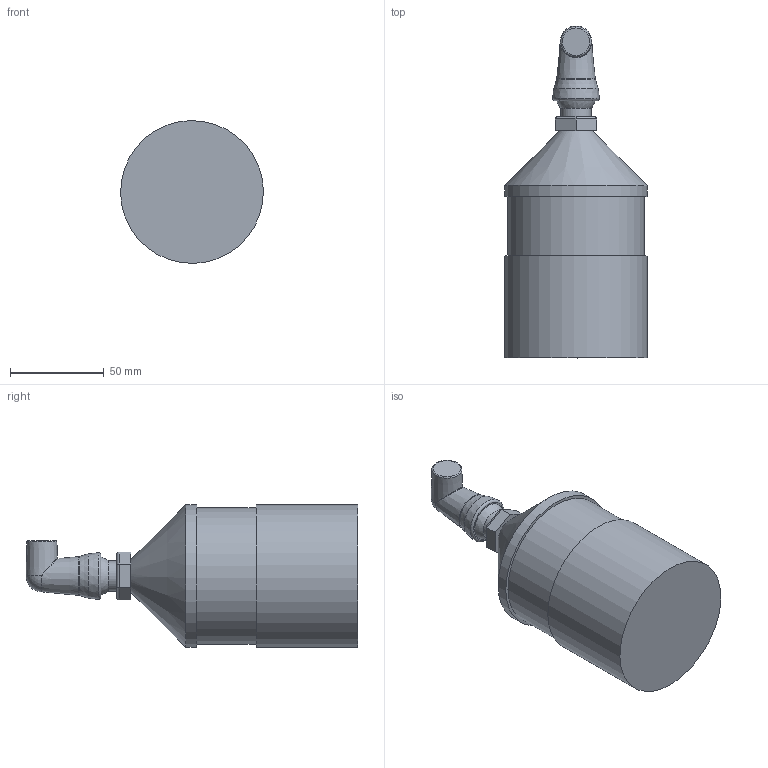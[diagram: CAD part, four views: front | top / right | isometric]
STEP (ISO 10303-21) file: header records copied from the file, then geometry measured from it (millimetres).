
FILE_DESCRIPTION(/* description */ (''),/* implementation_level */ '2;1');
FILE_NAME(/* name */ 'NAR3P040_A.stp',/* time_stamp */ '2018-03-27T13:05:03-04:00',/* author */ ('James'),/* organization */ (''),/* preprocessor_version */ 'ST-DEVELOPER v16.5',/* originating_system */ 'Autodesk Inventor 2017',/* authorisation */ '');
FILE_SCHEMA (('AUTOMOTIVE_DESIGN { 1 0 10303 214 3 1 1 }'));
Length unit declared in the file: inch
Products named in the file (1): NAR3P040_A
Bounding box: 76.18 x 177.08 x 76.18 mm (x, y, z)
Volume: 483796 mm3; surface area: 37787.1 mm2
Topology: 1 solids, 1 shells, 35 faces, 74 edges, 46 vertices
Faces by surface type: plane 13, cylinder 10, torus 4, cone 4, bspline 2, sphere 2
Full cylindrical faces by diameter (mm): 16.256 x1, 72.898 x1, 76.2 x2
Entity records: 1058 total; most frequent: CARTESIAN_POINT 285, DIRECTION 152, ORIENTED_EDGE 114, AXIS2_PLACEMENT_3D 64, EDGE_CURVE 57, EDGE_LOOP 52, VERTEX_POINT 41, STYLED_ITEM 36
